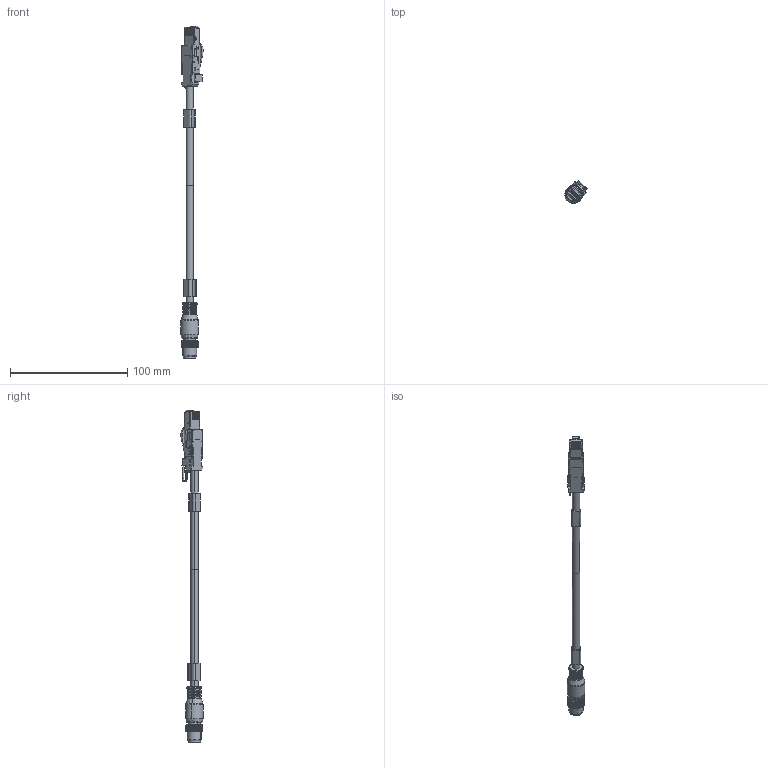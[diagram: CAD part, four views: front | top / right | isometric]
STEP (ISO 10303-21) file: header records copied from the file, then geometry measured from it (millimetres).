
FILE_DESCRIPTION(('CATIA V5 STEP Exchange','CAx-IF Rec.Pracs.--- Model Styling and Organization---1.4--- 2014-01-23'),'2;1');
FILE_NAME ('009131-2_0', '2023-07-31T06:52:26+00:00', ('none'), ('Weidmueller'), 'CATIA Version 5-6 Release 2016 SP3 HF44', 'CATIA V5 STEP AP214', 'none');
FILE_SCHEMA(('AUTOMOTIVE_DESIGN { 1 0 10303 214 1 1 1 1 }'));
Products named in the file (1): 1220310015
Bounding box: 18.95 x 19 x 282.61 mm (x, y, z)
Volume: 18413.3 mm3; surface area: 19486.4 mm2
Topology: 31 solids, 31 shells, 1875 faces, 5145 edges, 3302 vertices
Faces by surface type: plane 1128, cylinder 526, torus 97, cone 93, sphere 20, bspline 9, extrusion 2
Entity records: 60963 total; most frequent: CARTESIAN_POINT 16044, ORIENTED_EDGE 10250, DIRECTION 7598, EDGE_CURVE 5125, VECTOR 3485, LINE 3483, VERTEX_POINT 3302, AXIS2_PLACEMENT_3D 2507
